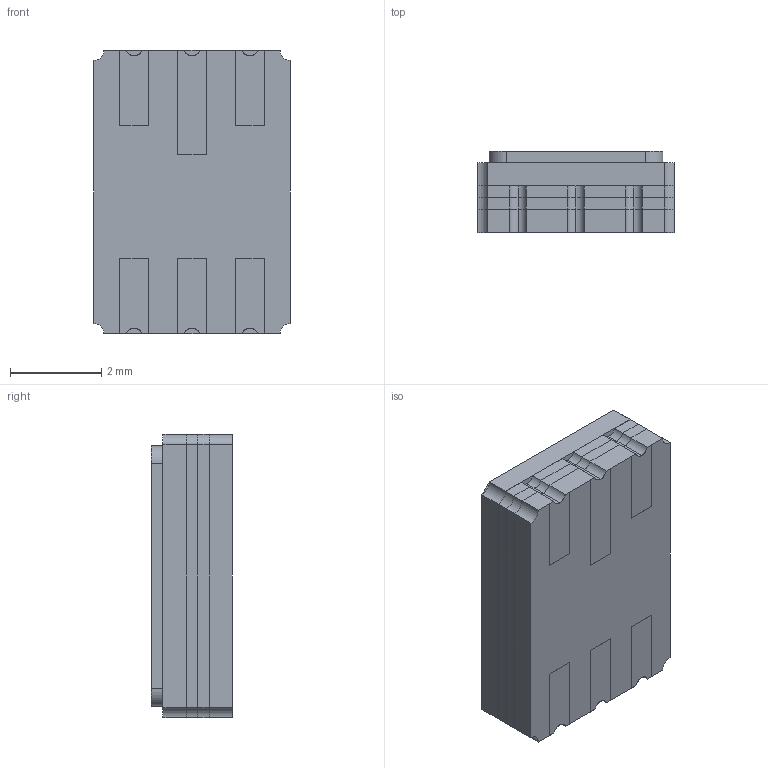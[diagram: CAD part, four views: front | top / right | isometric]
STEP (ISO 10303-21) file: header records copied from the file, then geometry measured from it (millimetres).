
FILE_DESCRIPTION (( 'STEP AP214' ), '1' );
FILE_NAME ('4N49U-001.STEP', '2022-12-21T19:13:02', ( '' ), ( '' ), 'SwSTEP 2.0', 'SolidWorks 2020', '' );
FILE_SCHEMA (( 'AUTOMOTIVE_DESIGN' ));
Length unit declared in the file: inch
Products named in the file (3): H260-001-216; H206-001-217; 4N49U-001
Assembly tree (2 placements, depth 2):
  4N49U-001
    H260-001-216
    H206-001-217
Bounding box: 4.32 x 1.78 x 6.22 mm (x, y, z)
Volume: 36 mm3; surface area: 275.3 mm2
Topology: 18 solids, 18 shells, 290 faces, 741 edges, 494 vertices
Faces by surface type: plane 193, cylinder 83, bspline 14
Entity records: 12977 total; most frequent: CARTESIAN_POINT 2448, ORIENTED_EDGE 1482, DIRECTION 1441, EDGE_CURVE 741, LINE 547, VECTOR 547, VERTEX_POINT 494, AXIS2_PLACEMENT_3D 447
